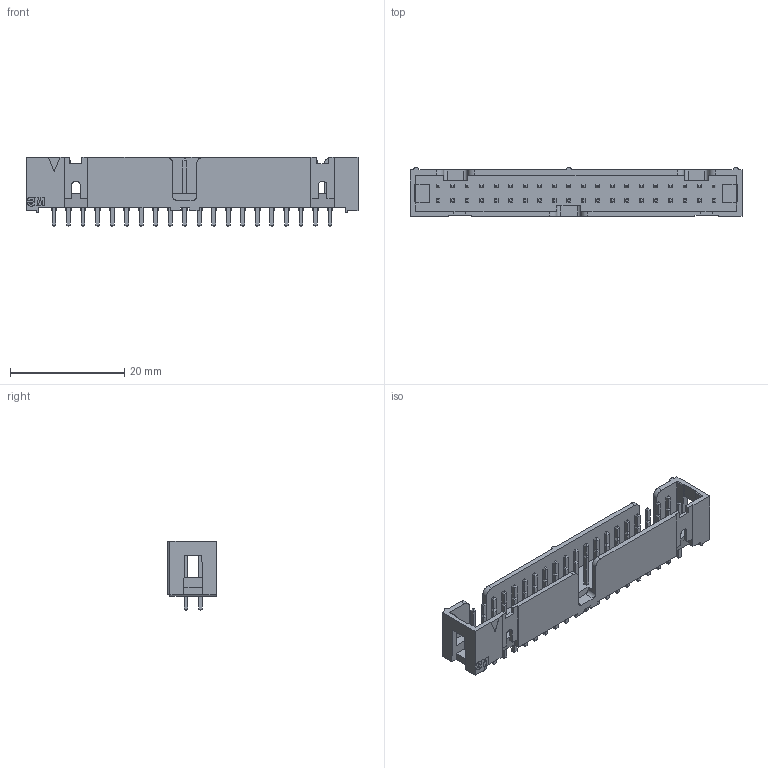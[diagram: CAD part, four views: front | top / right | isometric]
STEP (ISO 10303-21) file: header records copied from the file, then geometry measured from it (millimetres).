
FILE_DESCRIPTION((''),'2;1');
FILE_NAME('3M_2540-6002RB.stp','2008-05-14T18:52:43',(''),(''),'Mechanical Desktop 2008','Mechanical Desktop 2008',', , ');
FILE_SCHEMA(('AUTOMOTIVE_DESIGN { 1 2 10303 214 1 1 1 1 }'));
Length unit declared in the file: millimetre
Products named in the file (1): Product
Bounding box: 58.12 x 8.64 x 12.24 mm (x, y, z)
Volume: 1858.6 mm3; surface area: 3868.4 mm2
Topology: 81 solids, 81 shells, 1058 faces, 2358 edges, 1478 vertices
Faces by surface type: plane 765, bspline 244, cylinder 49
Entity records: 29194 total; most frequent: CARTESIAN_POINT 8063, ORIENTED_EDGE 4716, DIRECTION 3230, EDGE_CURVE 2358, VECTOR 1600, LINE 1600, VERTEX_POINT 1478, EDGE_LOOP 1082
